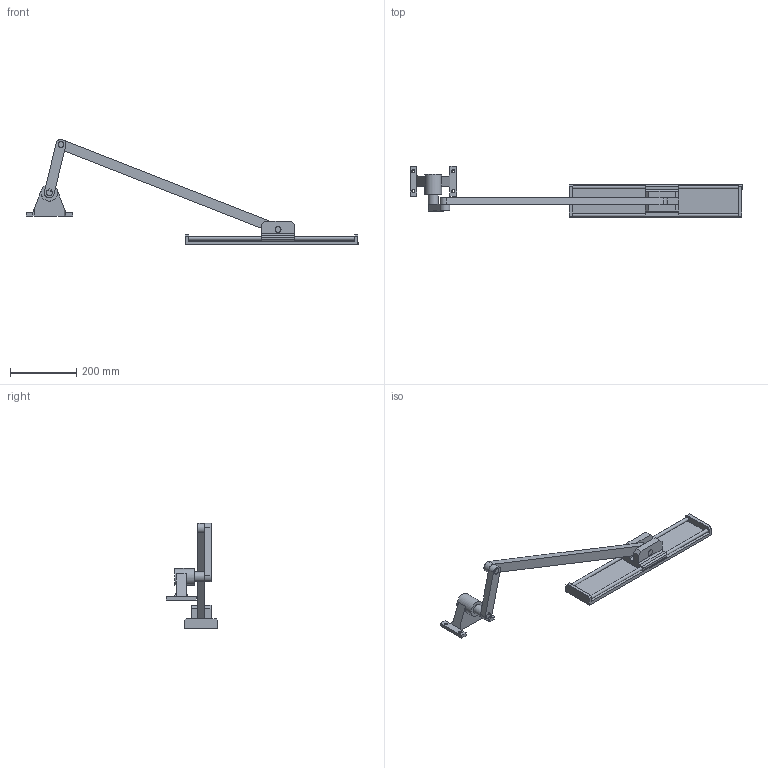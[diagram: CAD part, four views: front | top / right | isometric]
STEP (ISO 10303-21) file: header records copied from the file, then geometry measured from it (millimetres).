
FILE_DESCRIPTION(/* description */ (''),/* implementation_level */ '2;1');
FILE_NAME(/* name */ '',/* time_stamp */ '2025-08-02T09:42:12+08:00',/* author */ (''),/* organization */ (''),/* preprocessor_version */ 'ST-DEVELOPER v20.1',/* originating_system */ 'Autodesk Translation Framework v14.10.0.0',/* authorisation */ '');
FILE_SCHEMA (('AUTOMOTIVE_DESIGN { 1 0 10303 214 3 1 1 }'));
Length unit declared in the file: millimetre
Products named in the file (10): 2025-07-30-11-01-38-044; 2025-07-30-11-21-36-481; 2025-07-30-11-39-12-766; 2025-07-30-11-47-27-445; 2025-07-30-11-48-28-675; 2025-07-30-12-01-15-795; 2025-07-30-12-12-04-264; 2025-07-30-12-16-54-736; 2025-07-30-12-27-55-665; 2025-07-30-12-41-18-355
Assembly tree (9 placements, depth 2):
  2025-07-30-11-01-38-044
    2025-07-30-11-21-36-481
    2025-07-30-11-39-12-766
    2025-07-30-11-47-27-445
    2025-07-30-11-48-28-675
    2025-07-30-12-01-15-795
    2025-07-30-12-12-04-264
    2025-07-30-12-16-54-736
    2025-07-30-12-27-55-665
    2025-07-30-12-41-18-355
Bounding box: 999.37 x 155 x 316.82 mm (x, y, z)
Volume: 1818088.4 mm3; surface area: 357923.7 mm2
Topology: 8 solids, 8 shells, 117 faces, 286 edges, 188 vertices
Faces by surface type: plane 81, cylinder 30, cone 4, bspline 2
Full cylindrical faces by diameter (mm): 8 x4, 10 x2, 18 x6, 30 x2, 50 x1
Entity records: 3860 total; most frequent: CARTESIAN_POINT 662, DIRECTION 627, ORIENTED_EDGE 572, EDGE_CURVE 286, LINE 213, VECTOR 213, AXIS2_PLACEMENT_3D 207, VERTEX_POINT 188
